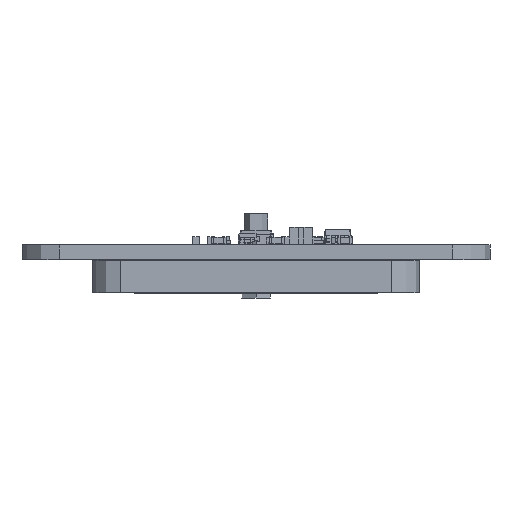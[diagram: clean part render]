
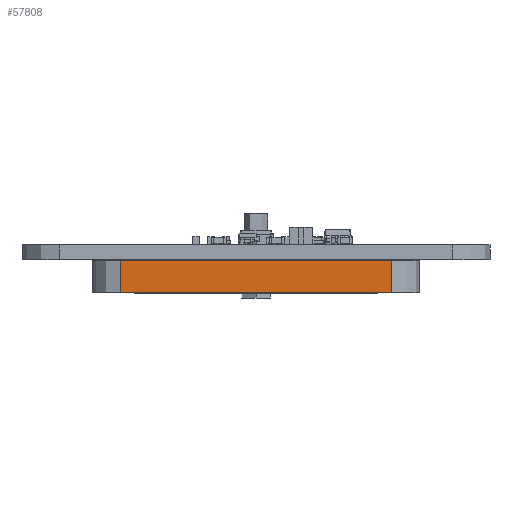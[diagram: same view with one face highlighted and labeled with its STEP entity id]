
A CAD part, front view. The second image highlights one B-rep face of the part: STEP entity #57808.
In plain terms, the highlighted face is planar.
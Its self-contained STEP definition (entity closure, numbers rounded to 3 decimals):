
#57406 = PLANE('',#57407);
#57407 = AXIS2_PLACEMENT_3D('',#57408,#57409,#57410);
#57408 = CARTESIAN_POINT('',(14.5,0.,-14.5));
#57409 = DIRECTION('',(0.,1.,0.));
#57410 = DIRECTION('',(0.,-0.,1.));
#57463 = PLANE('',#57464);
#57464 = AXIS2_PLACEMENT_3D('',#57465,#57466,#57467);
#57465 = CARTESIAN_POINT('',(14.5,3.5,-14.5));
#57466 = DIRECTION('',(0.,1.,0.));
#57467 = DIRECTION('',(0.,-0.,1.));
#57698 = CYLINDRICAL_SURFACE('',#57699,3.);
#57699 = AXIS2_PLACEMENT_3D('',#57700,#57701,#57702);
#57700 = CARTESIAN_POINT('',(-14.5,3.5,14.5));
#57701 = DIRECTION('',(-0.,-1.,-0.));
#57702 = DIRECTION('',(0.,0.,-1.));
#57735 = VERTEX_POINT('',#57736);
#57736 = CARTESIAN_POINT('',(-14.5,0.,17.5));
#57758 = EDGE_CURVE('',#57759,#57735,#57761,.T.);
#57759 = VERTEX_POINT('',#57760);
#57760 = CARTESIAN_POINT('',(-14.5,3.5,17.5));
#57761 = SURFACE_CURVE('',#57762,(#57766,#57773),.PCURVE_S1.);
#57762 = LINE('',#57763,#57764);
#57763 = CARTESIAN_POINT('',(-14.5,3.5,17.5));
#57764 = VECTOR('',#57765,1.);
#57765 = DIRECTION('',(-0.,-1.,-0.));
#57766 = PCURVE('',#57698,#57767);
#57767 = DEFINITIONAL_REPRESENTATION('',(#57768),#57772);
#57768 = LINE('',#57769,#57770);
#57769 = CARTESIAN_POINT('',(3.142,0.));
#57770 = VECTOR('',#57771,1.);
#57771 = DIRECTION('',(0.,1.));
#57772 = ( GEOMETRIC_REPRESENTATION_CONTEXT(2) 
PARAMETRIC_REPRESENTATION_CONTEXT() REPRESENTATION_CONTEXT('2D SPACE',''
  ) );
#57773 = PCURVE('',#57774,#57779);
#57774 = PLANE('',#57775);
#57775 = AXIS2_PLACEMENT_3D('',#57776,#57777,#57778);
#57776 = CARTESIAN_POINT('',(-14.5,3.5,17.5));
#57777 = DIRECTION('',(0.,0.,-1.));
#57778 = DIRECTION('',(-1.,0.,0.));
#57779 = DEFINITIONAL_REPRESENTATION('',(#57780),#57784);
#57780 = LINE('',#57781,#57782);
#57781 = CARTESIAN_POINT('',(0.,0.));
#57782 = VECTOR('',#57783,1.);
#57783 = DIRECTION('',(0.,-1.));
#57784 = ( GEOMETRIC_REPRESENTATION_CONTEXT(2) 
PARAMETRIC_REPRESENTATION_CONTEXT() REPRESENTATION_CONTEXT('2D SPACE',''
  ) );
#57808 = ADVANCED_FACE('',(#57809),#57774,.F.);
#57809 = FACE_BOUND('',#57810,.F.);
#57810 = EDGE_LOOP('',(#57811,#57812,#57835,#57863));
#57811 = ORIENTED_EDGE('',*,*,#57758,.F.);
#57812 = ORIENTED_EDGE('',*,*,#57813,.T.);
#57813 = EDGE_CURVE('',#57759,#57814,#57816,.T.);
#57814 = VERTEX_POINT('',#57815);
#57815 = CARTESIAN_POINT('',(14.5,3.5,17.5));
#57816 = SURFACE_CURVE('',#57817,(#57821,#57828),.PCURVE_S1.);
#57817 = LINE('',#57818,#57819);
#57818 = CARTESIAN_POINT('',(-14.5,3.5,17.5));
#57819 = VECTOR('',#57820,1.);
#57820 = DIRECTION('',(1.,0.,0.));
#57821 = PCURVE('',#57774,#57822);
#57822 = DEFINITIONAL_REPRESENTATION('',(#57823),#57827);
#57823 = LINE('',#57824,#57825);
#57824 = CARTESIAN_POINT('',(0.,0.));
#57825 = VECTOR('',#57826,1.);
#57826 = DIRECTION('',(-1.,0.));
#57827 = ( GEOMETRIC_REPRESENTATION_CONTEXT(2) 
PARAMETRIC_REPRESENTATION_CONTEXT() REPRESENTATION_CONTEXT('2D SPACE',''
  ) );
#57828 = PCURVE('',#57463,#57829);
#57829 = DEFINITIONAL_REPRESENTATION('',(#57830),#57834);
#57830 = LINE('',#57831,#57832);
#57831 = CARTESIAN_POINT('',(32.,-29.));
#57832 = VECTOR('',#57833,1.);
#57833 = DIRECTION('',(0.,1.));
#57834 = ( GEOMETRIC_REPRESENTATION_CONTEXT(2) 
PARAMETRIC_REPRESENTATION_CONTEXT() REPRESENTATION_CONTEXT('2D SPACE',''
  ) );
#57835 = ORIENTED_EDGE('',*,*,#57836,.T.);
#57836 = EDGE_CURVE('',#57814,#57837,#57839,.T.);
#57837 = VERTEX_POINT('',#57838);
#57838 = CARTESIAN_POINT('',(14.5,0.,17.5));
#57839 = SURFACE_CURVE('',#57840,(#57844,#57851),.PCURVE_S1.);
#57840 = LINE('',#57841,#57842);
#57841 = CARTESIAN_POINT('',(14.5,3.5,17.5));
#57842 = VECTOR('',#57843,1.);
#57843 = DIRECTION('',(-0.,-1.,-0.));
#57844 = PCURVE('',#57774,#57845);
#57845 = DEFINITIONAL_REPRESENTATION('',(#57846),#57850);
#57846 = LINE('',#57847,#57848);
#57847 = CARTESIAN_POINT('',(-29.,0.));
#57848 = VECTOR('',#57849,1.);
#57849 = DIRECTION('',(0.,-1.));
#57850 = ( GEOMETRIC_REPRESENTATION_CONTEXT(2) 
PARAMETRIC_REPRESENTATION_CONTEXT() REPRESENTATION_CONTEXT('2D SPACE',''
  ) );
#57851 = PCURVE('',#57852,#57857);
#57852 = CYLINDRICAL_SURFACE('',#57853,3.);
#57853 = AXIS2_PLACEMENT_3D('',#57854,#57855,#57856);
#57854 = CARTESIAN_POINT('',(14.5,3.5,14.5));
#57855 = DIRECTION('',(-0.,-1.,-0.));
#57856 = DIRECTION('',(0.,0.,-1.));
#57857 = DEFINITIONAL_REPRESENTATION('',(#57858),#57862);
#57858 = LINE('',#57859,#57860);
#57859 = CARTESIAN_POINT('',(3.142,0.));
#57860 = VECTOR('',#57861,1.);
#57861 = DIRECTION('',(0.,1.));
#57862 = ( GEOMETRIC_REPRESENTATION_CONTEXT(2) 
PARAMETRIC_REPRESENTATION_CONTEXT() REPRESENTATION_CONTEXT('2D SPACE',''
  ) );
#57863 = ORIENTED_EDGE('',*,*,#57864,.F.);
#57864 = EDGE_CURVE('',#57735,#57837,#57865,.T.);
#57865 = SURFACE_CURVE('',#57866,(#57870,#57877),.PCURVE_S1.);
#57866 = LINE('',#57867,#57868);
#57867 = CARTESIAN_POINT('',(-14.5,0.,17.5));
#57868 = VECTOR('',#57869,1.);
#57869 = DIRECTION('',(1.,0.,0.));
#57870 = PCURVE('',#57774,#57871);
#57871 = DEFINITIONAL_REPRESENTATION('',(#57872),#57876);
#57872 = LINE('',#57873,#57874);
#57873 = CARTESIAN_POINT('',(-0.,-3.5));
#57874 = VECTOR('',#57875,1.);
#57875 = DIRECTION('',(-1.,0.));
#57876 = ( GEOMETRIC_REPRESENTATION_CONTEXT(2) 
PARAMETRIC_REPRESENTATION_CONTEXT() REPRESENTATION_CONTEXT('2D SPACE',''
  ) );
#57877 = PCURVE('',#57406,#57878);
#57878 = DEFINITIONAL_REPRESENTATION('',(#57879),#57883);
#57879 = LINE('',#57880,#57881);
#57880 = CARTESIAN_POINT('',(32.,-29.));
#57881 = VECTOR('',#57882,1.);
#57882 = DIRECTION('',(0.,1.));
#57883 = ( GEOMETRIC_REPRESENTATION_CONTEXT(2) 
PARAMETRIC_REPRESENTATION_CONTEXT() REPRESENTATION_CONTEXT('2D SPACE',''
  ) );
